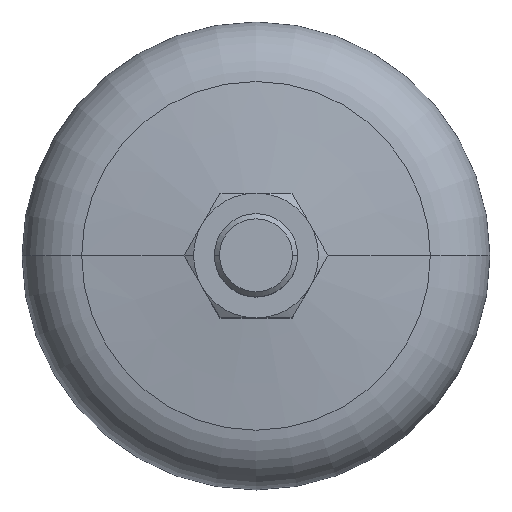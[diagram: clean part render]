
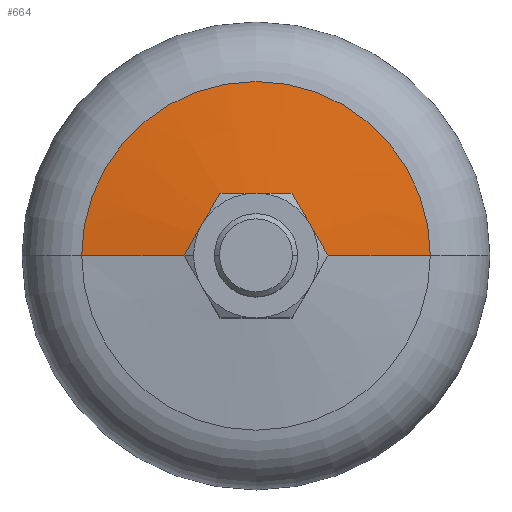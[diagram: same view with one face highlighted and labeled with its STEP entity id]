
A CAD part, top view. The second image highlights one B-rep face of the part: STEP entity #664.
In plain terms, the highlighted conical face has half-angle 83.25 degrees and reference radius 20.474 mm.
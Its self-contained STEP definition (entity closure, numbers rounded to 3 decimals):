
#22 = VERTEX_POINT ( 'NONE', #2037 ) ;
#68 = VECTOR ( 'NONE', #1077, 1000. ) ;
#91 = EDGE_CURVE ( 'NONE', #306, #230, #1051, .T. ) ;
#102 = FACE_OUTER_BOUND ( 'NONE', #2005, .T. ) ;
#230 = VERTEX_POINT ( 'NONE', #1221 ) ;
#262 = ORIENTED_EDGE ( 'NONE', *, *, #565, .F. ) ;
#286 = CARTESIAN_POINT ( 'NONE',  ( 0., 0., 21. ) ) ;
#306 = VERTEX_POINT ( 'NONE', #650 ) ;
#392 = VERTEX_POINT ( 'NONE', #2187 ) ;
#500 = DIRECTION ( 'NONE',  ( 0., 0., -1. ) ) ;
#531 = EDGE_CURVE ( 'NONE', #306, #392, #2566, .T. ) ;
#559 = DIRECTION ( 'NONE',  ( -1., 0., 0. ) ) ;
#565 = EDGE_CURVE ( 'NONE', #230, #2451, #1048, .T. ) ;
#612 = ORIENTED_EDGE ( 'NONE', *, *, #91, .F. ) ;
#625 = DIRECTION ( 'NONE',  ( -1., 0., 0. ) ) ;
#650 = CARTESIAN_POINT ( 'NONE',  ( 7.42, 0., 21. ) ) ;
#664 = ADVANCED_FACE ( 'NONE', ( #102 ), #768, .T. ) ;
#709 = EDGE_CURVE ( 'NONE', #22, #1315, #1142, .T. ) ;
#722 = DIRECTION ( 'NONE',  ( -0.993, 0., -0.118 ) ) ;
#768 = CONICAL_SURFACE ( 'NONE', #2406, 20.474, 1.453 ) ;
#872 = EDGE_CURVE ( 'NONE', #2451, #22, #2341, .T. ) ;
#936 = DIRECTION ( 'NONE',  ( -1., 0., 0. ) ) ;
#1048 = CIRCLE ( 'NONE', #1249, 7.42 ) ;
#1051 = CIRCLE ( 'NONE', #1486, 7.42 ) ;
#1077 = DIRECTION ( 'NONE',  ( 0.993, 0., -0.118 ) ) ;
#1084 = CARTESIAN_POINT ( 'NONE',  ( 20.474, 0., 19.455 ) ) ;
#1142 = LINE ( 'NONE', #1951, #2020 ) ;
#1179 = CARTESIAN_POINT ( 'NONE',  ( 0., 0., 21. ) ) ;
#1221 = CARTESIAN_POINT ( 'NONE',  ( 3.578, 6.5, 21. ) ) ;
#1249 = AXIS2_PLACEMENT_3D ( 'NONE', #286, #1891, #2121 ) ;
#1269 = EDGE_CURVE ( 'NONE', #392, #1315, #2273, .T. ) ;
#1315 = VERTEX_POINT ( 'NONE', #1525 ) ;
#1389 = DIRECTION ( 'NONE',  ( 0., 0., 1. ) ) ;
#1409 = DIRECTION ( 'NONE',  ( 0., 0., 1. ) ) ;
#1424 = ORIENTED_EDGE ( 'NONE', *, *, #1269, .T. ) ;
#1486 = AXIS2_PLACEMENT_3D ( 'NONE', #1577, #1409, #1605 ) ;
#1525 = CARTESIAN_POINT ( 'NONE',  ( -33.528, 0., 17.91 ) ) ;
#1557 = CARTESIAN_POINT ( 'NONE',  ( 0., 0., 19.455 ) ) ;
#1577 = CARTESIAN_POINT ( 'NONE',  ( 0., 0., 21. ) ) ;
#1605 = DIRECTION ( 'NONE',  ( 0.482, -0.876, 0. ) ) ;
#1613 = AXIS2_PLACEMENT_3D ( 'NONE', #1179, #1389, #559 ) ;
#1762 = ORIENTED_EDGE ( 'NONE', *, *, #872, .F. ) ;
#1890 = DIRECTION ( 'NONE',  ( 0., 0., 1. ) ) ;
#1891 = DIRECTION ( 'NONE',  ( 0., 0., 1. ) ) ;
#1930 = CARTESIAN_POINT ( 'NONE',  ( -3.578, 6.5, 21. ) ) ;
#1951 = CARTESIAN_POINT ( 'NONE',  ( -20.474, 0., 19.455 ) ) ;
#2005 = EDGE_LOOP ( 'NONE', ( #612, #2052, #1424, #2383, #1762, #262 ) ) ;
#2020 = VECTOR ( 'NONE', #722, 1000. ) ;
#2037 = CARTESIAN_POINT ( 'NONE',  ( -7.42, 0., 21. ) ) ;
#2052 = ORIENTED_EDGE ( 'NONE', *, *, #531, .T. ) ;
#2121 = DIRECTION ( 'NONE',  ( 0.482, 0.876, 0. ) ) ;
#2187 = CARTESIAN_POINT ( 'NONE',  ( 33.528, 0., 17.91 ) ) ;
#2273 = CIRCLE ( 'NONE', #2629, 33.528 ) ;
#2309 = CARTESIAN_POINT ( 'NONE',  ( 0., 0., 17.91 ) ) ;
#2341 = CIRCLE ( 'NONE', #1613, 7.42 ) ;
#2383 = ORIENTED_EDGE ( 'NONE', *, *, #709, .F. ) ;
#2406 = AXIS2_PLACEMENT_3D ( 'NONE', #1557, #500, #936 ) ;
#2451 = VERTEX_POINT ( 'NONE', #1930 ) ;
#2566 = LINE ( 'NONE', #1084, #68 ) ;
#2629 = AXIS2_PLACEMENT_3D ( 'NONE', #2309, #1890, #625 ) ;
